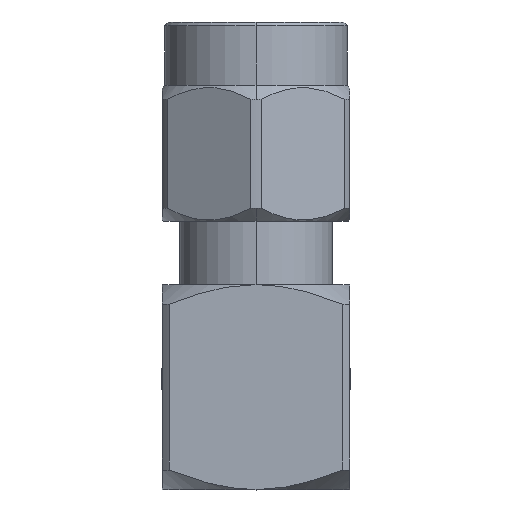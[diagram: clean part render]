
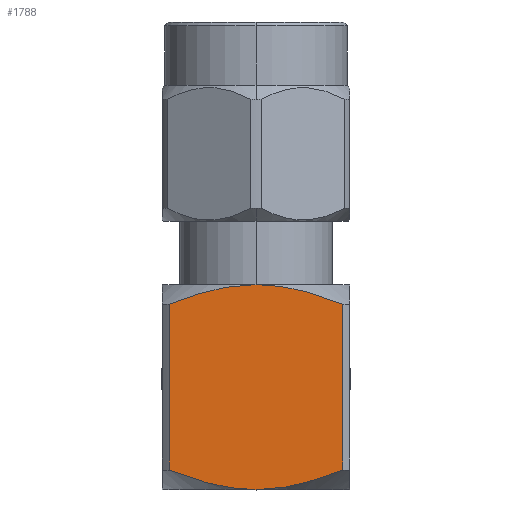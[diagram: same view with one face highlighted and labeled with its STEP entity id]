
A CAD part, top view. The second image highlights one B-rep face of the part: STEP entity #1788.
In plain terms, the highlighted planar face has unit normal (0, 0, 1).
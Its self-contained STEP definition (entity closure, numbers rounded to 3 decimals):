
#19 = EDGE_CURVE ( 'NONE', #2767, #843, #1614, .T. ) ;
#419 = VECTOR ( 'NONE', #1819, 1000. ) ;
#422 = CARTESIAN_POINT ( 'NONE',  ( 2.501, -4.355, 4. ) ) ;
#442 = CARTESIAN_POINT ( 'NONE',  ( -2.501, 3.605, 4. ) ) ;
#454 = EDGE_LOOP ( 'NONE', ( #2376, #483, #492, #1166, #495, #1179 ) ) ;
#483 = ORIENTED_EDGE ( 'NONE', *, *, #3060, .T. ) ;
#492 = ORIENTED_EDGE ( 'NONE', *, *, #3125, .T. ) ;
#495 = ORIENTED_EDGE ( 'NONE', *, *, #890, .T. ) ;
#567 = AXIS2_PLACEMENT_3D ( 'NONE', #1028, #2576, #2868 ) ;
#626 = CARTESIAN_POINT ( 'NONE',  ( 3.702, -3.913, 4. ) ) ;
#709 = CARTESIAN_POINT ( 'NONE',  ( -3.107, 3.396, 4. ) ) ;
#725 = CARTESIAN_POINT ( 'NONE',  ( 0., 4., 4. ) ) ;
#803 = CARTESIAN_POINT ( 'NONE',  ( 0., 4., 4. ) ) ;
#841 = VERTEX_POINT ( 'NONE', #1322 ) ;
#843 = VERTEX_POINT ( 'NONE', #3158 ) ;
#860 = CARTESIAN_POINT ( 'NONE',  ( -1.276, -4.657, 4. ) ) ;
#890 = EDGE_CURVE ( 'NONE', #1620, #2653, #2529, .T. ) ;
#904 = CARTESIAN_POINT ( 'NONE',  ( 3.107, -4.146, 4. ) ) ;
#992 = CARTESIAN_POINT ( 'NONE',  ( 3.702, -5., 4. ) ) ;
#1028 = CARTESIAN_POINT ( 'NONE',  ( 4., -5., 4. ) ) ;
#1128 = CARTESIAN_POINT ( 'NONE',  ( 0., -4.75, 4. ) ) ;
#1150 = CARTESIAN_POINT ( 'NONE',  ( -3.702, -5., 4. ) ) ;
#1166 = ORIENTED_EDGE ( 'NONE', *, *, #1637, .T. ) ;
#1179 = ORIENTED_EDGE ( 'NONE', *, *, #1417, .T. ) ;
#1239 = CARTESIAN_POINT ( 'NONE',  ( 3.702, 3.163, 4. ) ) ;
#1260 = CARTESIAN_POINT ( 'NONE',  ( 3.106, 3.396, 4. ) ) ;
#1322 = CARTESIAN_POINT ( 'NONE',  ( 3.702, -3.913, 4. ) ) ;
#1402 = B_SPLINE_CURVE_WITH_KNOTS ( 'NONE', 3,
 ( #1128, #1409, #1996, #422, #904, #626 ),
 .UNSPECIFIED., .F., .F.,
 ( 4, 2, 4 ),
 ( 0., 0.002, 0.004 ),
 .UNSPECIFIED. ) ;
#1409 = CARTESIAN_POINT ( 'NONE',  ( 0.643, -4.75, 4. ) ) ;
#1417 = EDGE_CURVE ( 'NONE', #2653, #2767, #2967, .T. ) ;
#1580 = FACE_OUTER_BOUND ( 'NONE', #454, .T. ) ;
#1608 = CARTESIAN_POINT ( 'NONE',  ( 0., -4.75, 4. ) ) ;
#1614 = LINE ( 'NONE', #1150, #2010 ) ;
#1620 = VERTEX_POINT ( 'NONE', #3382 ) ;
#1637 = EDGE_CURVE ( 'NONE', #841, #1620, #2153, .T. ) ;
#1751 = PLANE ( 'NONE',  #567 ) ;
#1788 = ADVANCED_FACE ( 'NONE', ( #1580 ), #1751, .T. ) ;
#1819 = DIRECTION ( 'NONE',  ( 0., 1., 0. ) ) ;
#1996 = CARTESIAN_POINT ( 'NONE',  ( 1.269, -4.658, 4. ) ) ;
#2010 = VECTOR ( 'NONE', #2447, 1000. ) ;
#2023 = CARTESIAN_POINT ( 'NONE',  ( -1.269, 3.908, 4. ) ) ;
#2032 = CARTESIAN_POINT ( 'NONE',  ( 1.276, 3.907, 4. ) ) ;
#2099 = CARTESIAN_POINT ( 'NONE',  ( -2.504, -4.354, 4. ) ) ;
#2153 = LINE ( 'NONE', #992, #419 ) ;
#2249 = CARTESIAN_POINT ( 'NONE',  ( -3.702, 3.163, 4. ) ) ;
#2376 = ORIENTED_EDGE ( 'NONE', *, *, #19, .T. ) ;
#2447 = DIRECTION ( 'NONE',  ( 0., -1., 0. ) ) ;
#2529 = B_SPLINE_CURVE_WITH_KNOTS ( 'NONE', 3,
 ( #1239, #1260, #2821, #2032, #3100, #725 ),
 .UNSPECIFIED., .F., .F.,
 ( 4, 2, 4 ),
 ( 0., 0.002, 0.004 ),
 .UNSPECIFIED. ) ;
#2576 = DIRECTION ( 'NONE',  ( 0., 0., 1. ) ) ;
#2653 = VERTEX_POINT ( 'NONE', #803 ) ;
#2767 = VERTEX_POINT ( 'NONE', #2249 ) ;
#2814 = CARTESIAN_POINT ( 'NONE',  ( -3.702, 3.163, 4. ) ) ;
#2821 = CARTESIAN_POINT ( 'NONE',  ( 2.504, 3.604, 4. ) ) ;
#2857 = CARTESIAN_POINT ( 'NONE',  ( 0., 4., 4. ) ) ;
#2868 = DIRECTION ( 'NONE',  ( 1., 0., 0. ) ) ;
#2967 = B_SPLINE_CURVE_WITH_KNOTS ( 'NONE', 3,
 ( #2857, #3116, #2023, #442, #709, #2814 ),
 .UNSPECIFIED., .F., .F.,
 ( 4, 2, 4 ),
 ( 0., 0.002, 0.004 ),
 .UNSPECIFIED. ) ;
#3014 = B_SPLINE_CURVE_WITH_KNOTS ( 'NONE', 3,
 ( #3214, #3164, #2099, #860, #3232, #3329 ),
 .UNSPECIFIED., .F., .F.,
 ( 4, 2, 4 ),
 ( 0., 0.002, 0.004 ),
 .UNSPECIFIED. ) ;
#3017 = VERTEX_POINT ( 'NONE', #1608 ) ;
#3060 = EDGE_CURVE ( 'NONE', #843, #3017, #3014, .T. ) ;
#3100 = CARTESIAN_POINT ( 'NONE',  ( 0.649, 4., 4. ) ) ;
#3116 = CARTESIAN_POINT ( 'NONE',  ( -0.643, 4., 4. ) ) ;
#3125 = EDGE_CURVE ( 'NONE', #3017, #841, #1402, .T. ) ;
#3158 = CARTESIAN_POINT ( 'NONE',  ( -3.702, -3.913, 4. ) ) ;
#3164 = CARTESIAN_POINT ( 'NONE',  ( -3.106, -4.146, 4. ) ) ;
#3214 = CARTESIAN_POINT ( 'NONE',  ( -3.702, -3.913, 4. ) ) ;
#3232 = CARTESIAN_POINT ( 'NONE',  ( -0.649, -4.75, 4. ) ) ;
#3329 = CARTESIAN_POINT ( 'NONE',  ( 0., -4.75, 4. ) ) ;
#3382 = CARTESIAN_POINT ( 'NONE',  ( 3.702, 3.163, 4. ) ) ;
